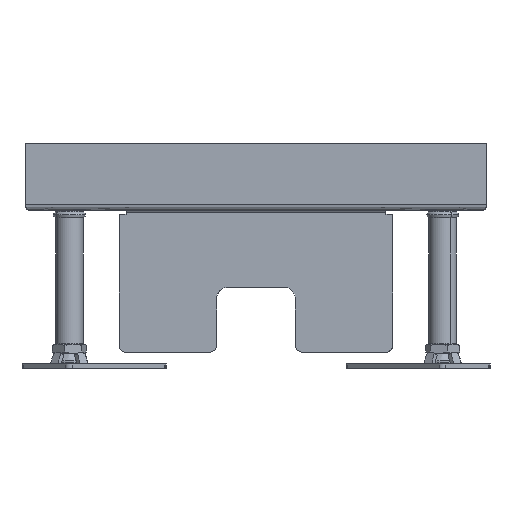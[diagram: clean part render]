
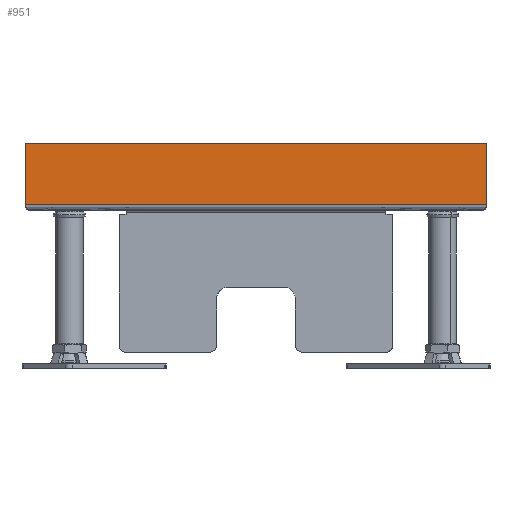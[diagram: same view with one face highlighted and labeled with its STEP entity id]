
A CAD part, left-side view. The second image highlights one B-rep face of the part: STEP entity #951.
In plain terms, the highlighted planar face has unit normal (-1, 0, 0).
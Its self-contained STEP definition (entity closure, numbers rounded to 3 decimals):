
#951=ADVANCED_FACE('',(#1976),#14709,.T.);
#1976=FACE_OUTER_BOUND('',#2989,.T.);
#2989=EDGE_LOOP('',(#7180,#7181,#7182,#7183));
#7180=ORIENTED_EDGE('',*,*,#9811,.T.);
#7181=ORIENTED_EDGE('',*,*,#9805,.T.);
#7182=ORIENTED_EDGE('',*,*,#9797,.F.);
#7183=ORIENTED_EDGE('',*,*,#9812,.F.);
#9797=EDGE_CURVE('',#13700,#13698,#12320,.T.);
#9805=EDGE_CURVE('',#13706,#13698,#12328,.T.);
#9811=EDGE_CURVE('',#13711,#13706,#12334,.T.);
#9812=EDGE_CURVE('',#13711,#13700,#12335,.T.);
#12320=(
BOUNDED_CURVE()
B_SPLINE_CURVE(1,(#38484,#38485,#38486),.UNSPECIFIED.,.F.,.F.)
B_SPLINE_CURVE_WITH_KNOTS((2,1,2),(675.072,676.927,846.486),
 .UNSPECIFIED.)
CURVE()
GEOMETRIC_REPRESENTATION_ITEM()
RATIONAL_B_SPLINE_CURVE((1.,1.,1.))
REPRESENTATION_ITEM('')
);
#12328=(
BOUNDED_CURVE()
B_SPLINE_CURVE(1,(#38504,#38505),.UNSPECIFIED.,.F.,.F.)
B_SPLINE_CURVE_WITH_KNOTS((2,2),(0.,26.4),.UNSPECIFIED.)
CURVE()
GEOMETRIC_REPRESENTATION_ITEM()
RATIONAL_B_SPLINE_CURVE((1.,1.))
REPRESENTATION_ITEM('')
);
#12334=(
BOUNDED_CURVE()
B_SPLINE_CURVE(1,(#38516,#38517,#38518),.UNSPECIFIED.,.F.,.F.)
B_SPLINE_CURVE_WITH_KNOTS((2,1,2),(-181.227,-179.372,
-9.812),.UNSPECIFIED.)
CURVE()
GEOMETRIC_REPRESENTATION_ITEM()
RATIONAL_B_SPLINE_CURVE((1.,1.,1.))
REPRESENTATION_ITEM('')
);
#12335=(
BOUNDED_CURVE()
B_SPLINE_CURVE(1,(#38519,#38520),.UNSPECIFIED.,.F.,.F.)
B_SPLINE_CURVE_WITH_KNOTS((2,2),(0.,26.4),.UNSPECIFIED.)
CURVE()
GEOMETRIC_REPRESENTATION_ITEM()
RATIONAL_B_SPLINE_CURVE((1.,1.))
REPRESENTATION_ITEM('')
);
#13698=VERTEX_POINT('',#38348);
#13700=VERTEX_POINT('',#38350);
#13706=VERTEX_POINT('',#38356);
#13711=VERTEX_POINT('',#38361);
#14709=PLANE('',#15253);
#15253=AXIS2_PLACEMENT_3D('',#37821,#15627,$);
#15627=DIRECTION('',(-1.,0.,0.));
#37821=CARTESIAN_POINT('',(-190.706,8.506,70.6));
#38348=CARTESIAN_POINT('',(-190.706,-190.494,97.));
#38350=CARTESIAN_POINT('',(-190.706,8.506,97.));
#38356=CARTESIAN_POINT('',(-190.706,-190.494,70.6));
#38361=CARTESIAN_POINT('',(-190.706,8.506,70.6));
#38484=CARTESIAN_POINT('',(-190.706,8.506,97.));
#38485=CARTESIAN_POINT('',(-190.706,6.506,97.));
#38486=CARTESIAN_POINT('',(-190.706,-190.494,97.));
#38504=CARTESIAN_POINT('',(-190.706,-190.494,70.6));
#38505=CARTESIAN_POINT('',(-190.706,-190.494,97.));
#38516=CARTESIAN_POINT('',(-190.706,8.506,70.6));
#38517=CARTESIAN_POINT('',(-190.706,6.506,70.6));
#38518=CARTESIAN_POINT('',(-190.706,-190.494,70.6));
#38519=CARTESIAN_POINT('',(-190.706,8.506,70.6));
#38520=CARTESIAN_POINT('',(-190.706,8.506,97.));
